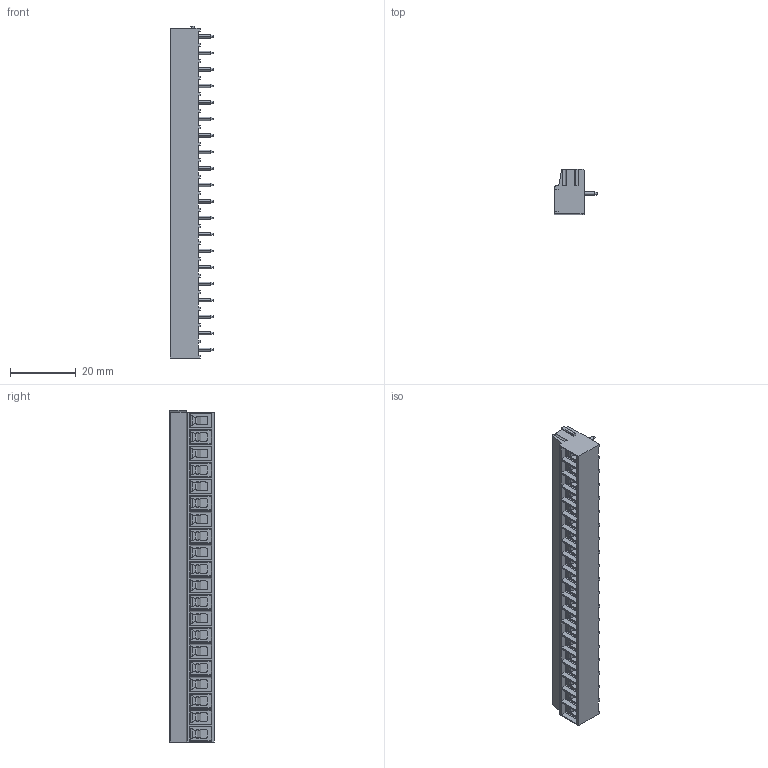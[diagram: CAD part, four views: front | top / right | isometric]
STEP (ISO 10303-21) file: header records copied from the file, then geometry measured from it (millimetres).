
FILE_DESCRIPTION((''),'2;1');
FILE_NAME('PRT0051','2024-11-08T',('yanfa'),(''),'PRO/ENGINEER BY PARAMETRIC TECHNOLOGY CORPORATION, 2009280','PRO/ENGINEER BY PARAMETRIC TECHNOLOGY CORPORATION, 2009280','');
FILE_SCHEMA(('AUTOMOTIVE_DESIGN_CC2 { 1 2 10303 214 -1 1 5 2 }'));
Length unit declared in the file: millimetre
Products named in the file (1): PRT0051
Bounding box: 13.1 x 13.5 x 100.68 mm (x, y, z)
Volume: 8413.5 mm3; surface area: 8737.2 mm2
Topology: 1 solids, 1 shells, 1548 faces, 4061 edges, 2614 vertices
Faces by surface type: plane 877, cylinder 511, cone 120, torus 40
Entity records: 47963 total; most frequent: CARTESIAN_POINT 8940, DIRECTION 8179, ORIENTED_EDGE 8122, EDGE_CURVE 4061, AXIS2_PLACEMENT_3D 2730, VECTOR 2719, LINE 2719, VERTEX_POINT 2614
